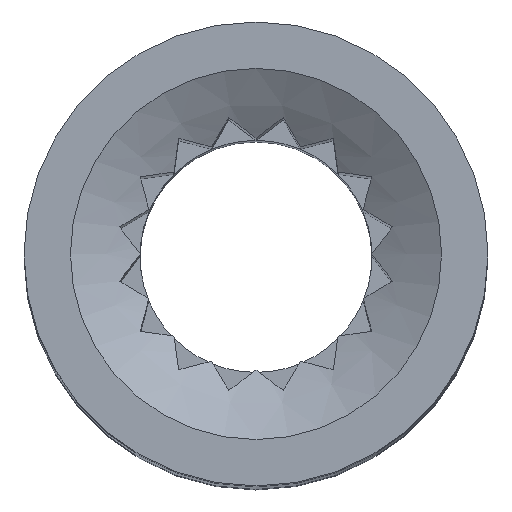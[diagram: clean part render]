
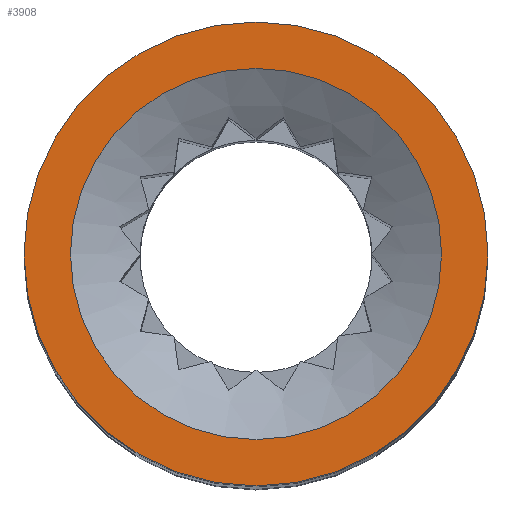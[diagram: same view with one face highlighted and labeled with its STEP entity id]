
A CAD part, top view. The second image highlights one B-rep face of the part: STEP entity #3908.
In plain terms, the highlighted planar face has unit normal (0, 0, 1).
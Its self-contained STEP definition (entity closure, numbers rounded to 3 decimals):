
#2057 = CONICAL_SURFACE('',#2058,0.,1.047);
#2058 = AXIS2_PLACEMENT_3D('',#2059,#2060,#2061);
#2059 = CARTESIAN_POINT('',(0.,0.,47.691));
#2060 = DIRECTION('',(0.,0.,1.));
#2061 = DIRECTION('',(1.,0.,-0.));
#3773 = VERTEX_POINT('',#3774);
#3774 = CARTESIAN_POINT('',(4.,0.,50.));
#3795 = EDGE_CURVE('',#3773,#3773,#3796,.T.);
#3796 = SURFACE_CURVE('',#3797,(#3802,#3809),.PCURVE_S1.);
#3797 = CIRCLE('',#3798,4.);
#3798 = AXIS2_PLACEMENT_3D('',#3799,#3800,#3801);
#3799 = CARTESIAN_POINT('',(0.,0.,50.));
#3800 = DIRECTION('',(0.,0.,1.));
#3801 = DIRECTION('',(1.,0.,-0.));
#3802 = PCURVE('',#2057,#3803);
#3803 = DEFINITIONAL_REPRESENTATION('',(#3804),#3808);
#3804 = LINE('',#3805,#3806);
#3805 = CARTESIAN_POINT('',(0.,2.309));
#3806 = VECTOR('',#3807,1.);
#3807 = DIRECTION('',(1.,0.));
#3808 = ( GEOMETRIC_REPRESENTATION_CONTEXT(2) 
PARAMETRIC_REPRESENTATION_CONTEXT() REPRESENTATION_CONTEXT('2D SPACE',''  ) );
#3809 = PCURVE('',#3810,#3815);
#3810 = PLANE('',#3811);
#3811 = AXIS2_PLACEMENT_3D('',#3812,#3813,#3814);
#3812 = CARTESIAN_POINT('',(0.,0.,50.)  );
#3813 = DIRECTION('',(0.,0.,1.));
#3814 = DIRECTION('',(1.,0.,-0.));
#3815 = DEFINITIONAL_REPRESENTATION('',(#3816),#3820);
#3816 = CIRCLE('',#3817,4.);
#3817 = AXIS2_PLACEMENT_2D('',#3818,#3819);
#3818 = CARTESIAN_POINT('',(0.,0.));
#3819 = DIRECTION('',(1.,0.));
#3820 = ( GEOMETRIC_REPRESENTATION_CONTEXT(2) 
PARAMETRIC_REPRESENTATION_CONTEXT() REPRESENTATION_CONTEXT('2D SPACE',''  ) );
#3908 = ADVANCED_FACE('top',(#3909,#3940),#3810,.T.);
#3909 = FACE_BOUND('',#3910,.T.);
#3910 = EDGE_LOOP('',(#3911));
#3911 = ORIENTED_EDGE('',*,*,#3912,.T.);
#3912 = EDGE_CURVE('',#3913,#3913,#3915,.T.);
#3913 = VERTEX_POINT('',#3914);
#3914 = CARTESIAN_POINT('',(5.,0.,50.));
#3915 = SURFACE_CURVE('',#3916,(#3921,#3928),.PCURVE_S1.);
#3916 = CIRCLE('',#3917,5.);
#3917 = AXIS2_PLACEMENT_3D('',#3918,#3919,#3920);
#3918 = CARTESIAN_POINT('',(0.,0.,50.));
#3919 = DIRECTION('',(0.,0.,1.));
#3920 = DIRECTION('',(1.,0.,0.));
#3921 = PCURVE('',#3810,#3922);
#3922 = DEFINITIONAL_REPRESENTATION('',(#3923),#3927);
#3923 = CIRCLE('',#3924,5.);
#3924 = AXIS2_PLACEMENT_2D('',#3925,#3926);
#3925 = CARTESIAN_POINT('',(0.,0.));
#3926 = DIRECTION('',(1.,0.));
#3927 = ( GEOMETRIC_REPRESENTATION_CONTEXT(2) 
PARAMETRIC_REPRESENTATION_CONTEXT() REPRESENTATION_CONTEXT('2D SPACE',''  ) );
#3928 = PCURVE('',#3929,#3934);
#3929 = CYLINDRICAL_SURFACE('',#3930,5.);
#3930 = AXIS2_PLACEMENT_3D('',#3931,#3932,#3933);
#3931 = CARTESIAN_POINT('',(0.,0.,0.));
#3932 = DIRECTION('',(-0.,-0.,-1.));
#3933 = DIRECTION('',(1.,0.,0.));
#3934 = DEFINITIONAL_REPRESENTATION('',(#3935),#3939);
#3935 = LINE('',#3936,#3937);
#3936 = CARTESIAN_POINT('',(-0.,-50.));
#3937 = VECTOR('',#3938,1.);
#3938 = DIRECTION('',(-1.,0.));
#3939 = ( GEOMETRIC_REPRESENTATION_CONTEXT(2) 
PARAMETRIC_REPRESENTATION_CONTEXT() REPRESENTATION_CONTEXT('2D SPACE',''  ) );
#3940 = FACE_BOUND('',#3941,.T.);
#3941 = EDGE_LOOP('',(#3942));
#3942 = ORIENTED_EDGE('',*,*,#3795,.F.);
